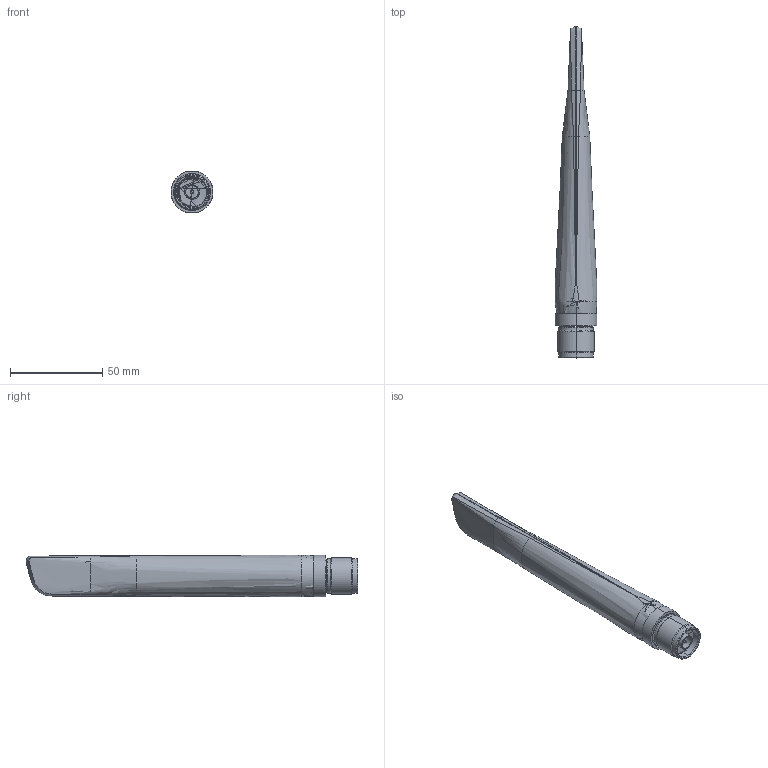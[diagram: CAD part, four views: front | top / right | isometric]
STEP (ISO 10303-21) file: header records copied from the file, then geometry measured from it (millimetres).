
FILE_DESCRIPTION (( 'STEP AP214' ), '1' );
FILE_NAME ('TD.59.6H31_web.STEP', '2024-11-04T01:10:24', ( '' ), ( '' ), 'SwSTEP 2.0', 'SolidWorks 2022', '' );
FILE_SCHEMA (( 'AUTOMOTIVE_DESIGN' ));
Length unit declared in the file: millimetre
Products named in the file (1): TD.59.6H31_web
Bounding box: 22.8 x 180.25 x 22.8 mm (x, y, z)
Surface area: 12187 mm2 (no closed solid volume)
Topology: 0 solids, 5 shells, 92 faces, 282 edges, 201 vertices
Faces by surface type: cylinder 39, bspline 29, cone 12, plane 10, torus 2
Entity records: 16224 total; most frequent: CARTESIAN_POINT 14196, ORIENTED_EDGE 538, EDGE_CURVE 278, B_SPLINE_CURVE_WITH_KNOTS 255, VERTEX_POINT 201, DIRECTION 128, EDGE_LOOP 106, ADVANCED_FACE 92
